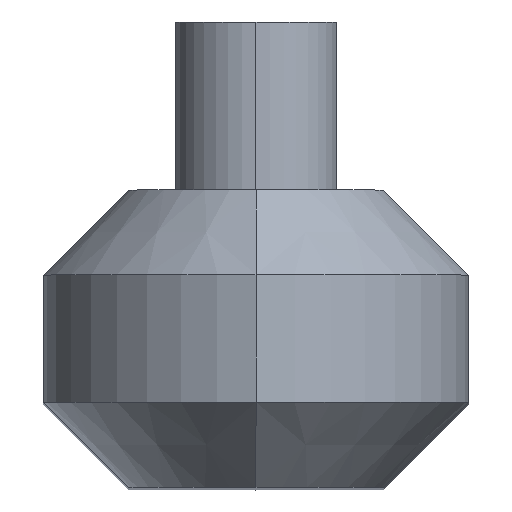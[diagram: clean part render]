
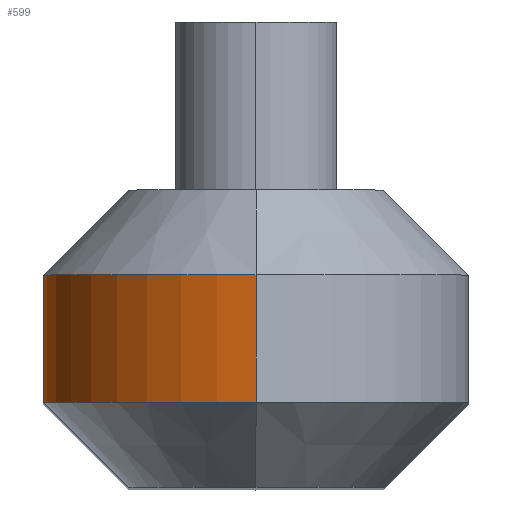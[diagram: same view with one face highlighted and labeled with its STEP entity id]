
A CAD part, top view. The second image highlights one B-rep face of the part: STEP entity #599.
In plain terms, the highlighted cylindrical face has radius 7.62 mm (diameter 15.24 mm), a partial arc.
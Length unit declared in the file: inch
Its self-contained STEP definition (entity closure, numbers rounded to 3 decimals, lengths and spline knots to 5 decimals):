
#6 = EDGE_CURVE ( 'NONE', #323, #392, #608, .T. ) ;
#55 = CIRCLE ( 'NONE', #231, 0.3 ) ;
#108 = DIRECTION ( 'NONE',  ( 0., 0., 1. ) ) ;
#115 = DIRECTION ( 'NONE',  ( 0., -1., 0. ) ) ;
#154 = ORIENTED_EDGE ( 'NONE', *, *, #497, .F. ) ;
#208 = VERTEX_POINT ( 'NONE', #609 ) ;
#213 = VECTOR ( 'NONE', #437, 39.37008 ) ;
#231 = AXIS2_PLACEMENT_3D ( 'NONE', #355, #745, #440 ) ;
#235 = LINE ( 'NONE', #459, #357 ) ;
#273 = EDGE_LOOP ( 'NONE', ( #431, #419, #154, #682 ) ) ;
#291 = CARTESIAN_POINT ( 'NONE',  ( 0.3, 0.1, 1.7 ) ) ;
#323 = VERTEX_POINT ( 'NONE', #616 ) ;
#324 = CARTESIAN_POINT ( 'NONE',  ( 0.3, 0.35, 1.7 ) ) ;
#337 = EDGE_CURVE ( 'NONE', #323, #208, #499, .T. ) ;
#355 = CARTESIAN_POINT ( 'NONE',  ( 0.3, 0.25, 1.7 ) ) ;
#357 = VECTOR ( 'NONE', #115, 39.37008 ) ;
#378 = FACE_OUTER_BOUND ( 'NONE', #273, .T. ) ;
#392 = VERTEX_POINT ( 'NONE', #443 ) ;
#419 = ORIENTED_EDGE ( 'NONE', *, *, #6, .T. ) ;
#431 = ORIENTED_EDGE ( 'NONE', *, *, #337, .F. ) ;
#437 = DIRECTION ( 'NONE',  ( 0., 1., 0. ) ) ;
#440 = DIRECTION ( 'NONE',  ( 0., 0., 1. ) ) ;
#443 = CARTESIAN_POINT ( 'NONE',  ( 0.25, 0.1, 1.9958 ) ) ;
#459 = CARTESIAN_POINT ( 'NONE',  ( 0.25, 0.175, 1.9958 ) ) ;
#497 = EDGE_CURVE ( 'NONE', #727, #392, #235, .T. ) ;
#499 = LINE ( 'NONE', #504, #213 ) ;
#504 = CARTESIAN_POINT ( 'NONE',  ( 0., 0.35, 1.7 ) ) ;
#513 = AXIS2_PLACEMENT_3D ( 'NONE', #291, #593, #108 ) ;
#548 = CYLINDRICAL_SURFACE ( 'NONE', #769, 0.3 ) ;
#561 = EDGE_CURVE ( 'NONE', #727, #208, #55, .T. ) ;
#593 = DIRECTION ( 'NONE',  ( 0., 1., 0. ) ) ;
#599 = ADVANCED_FACE ( 'NONE', ( #378 ), #548, .T. ) ;
#608 = CIRCLE ( 'NONE', #513, 0.3 ) ;
#609 = CARTESIAN_POINT ( 'NONE',  ( 0., 0.25, 1.7 ) ) ;
#616 = CARTESIAN_POINT ( 'NONE',  ( 0., 0.1, 1.7 ) ) ;
#624 = DIRECTION ( 'NONE',  ( 0., -1., 0. ) ) ;
#632 = CARTESIAN_POINT ( 'NONE',  ( 0.25, 0.25, 1.9958 ) ) ;
#682 = ORIENTED_EDGE ( 'NONE', *, *, #561, .T. ) ;
#725 = DIRECTION ( 'NONE',  ( 0., 0., -1. ) ) ;
#727 = VERTEX_POINT ( 'NONE', #632 ) ;
#745 = DIRECTION ( 'NONE',  ( 0., -1., 0. ) ) ;
#769 = AXIS2_PLACEMENT_3D ( 'NONE', #324, #624, #725 ) ;
